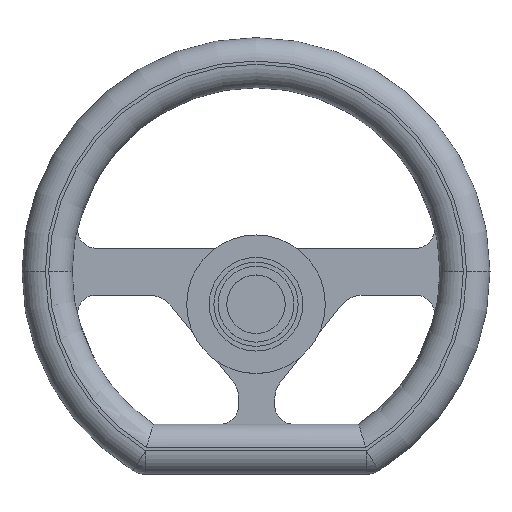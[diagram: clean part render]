
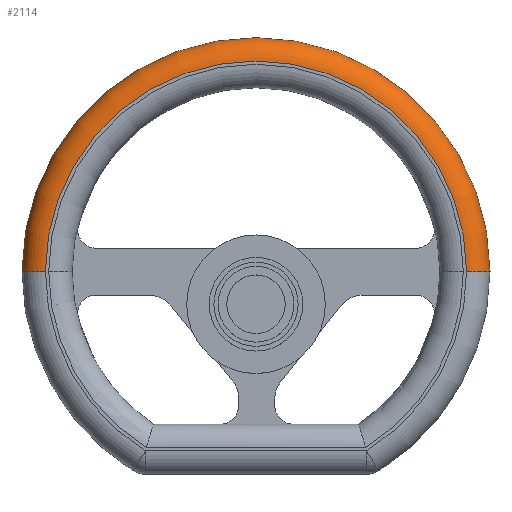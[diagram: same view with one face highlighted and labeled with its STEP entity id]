
A CAD part, top view. The second image highlights one B-rep face of the part: STEP entity #2114.
In plain terms, the highlighted toroidal (fillet/blend) face has major radius 114.3 mm and minor radius 12.7 mm.
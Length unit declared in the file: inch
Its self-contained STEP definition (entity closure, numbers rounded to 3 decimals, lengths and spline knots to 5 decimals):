
#2 = CARTESIAN_POINT ( 'NONE',  ( 0., 0., 0.895 ) ) ;
#31 = CARTESIAN_POINT ( 'NONE',  ( 4.5, 0., 1.395 ) ) ;
#36 = DIRECTION ( 'NONE',  ( -1., 0., 0. ) ) ;
#41 = CARTESIAN_POINT ( 'NONE',  ( 5., 0., 0.895 ) ) ;
#59 = CIRCLE ( 'NONE', #560, 5. ) ;
#178 = VERTEX_POINT ( 'NONE', #809 ) ;
#344 = CARTESIAN_POINT ( 'NONE',  ( -5., 0., 0.895 ) ) ;
#560 = AXIS2_PLACEMENT_3D ( 'NONE', #584, #1675, #1466 ) ;
#584 = CARTESIAN_POINT ( 'NONE',  ( 0., 0., 0.895 ) ) ;
#739 = DIRECTION ( 'NONE',  ( 1., 0., 0. ) ) ;
#809 = CARTESIAN_POINT ( 'NONE',  ( -4.5, 0., 1.395 ) ) ;
#871 = DIRECTION ( 'NONE',  ( 0., -1., 0. ) ) ;
#912 = DIRECTION ( 'NONE',  ( 1., 0., 0. ) ) ;
#1246 = EDGE_CURVE ( 'NONE', #1428, #1551, #2095, .T. ) ;
#1269 = CARTESIAN_POINT ( 'NONE',  ( 0., 0., 1.395 ) ) ;
#1280 = ORIENTED_EDGE ( 'NONE', *, *, #2223, .T. ) ;
#1292 = CIRCLE ( 'NONE', #1324, 4.5 ) ;
#1293 = DIRECTION ( 'NONE',  ( 0., 0., 1. ) ) ;
#1313 = DIRECTION ( 'NONE',  ( 0., 1., 0. ) ) ;
#1324 = AXIS2_PLACEMENT_3D ( 'NONE', #1269, #1293, #739 ) ;
#1347 = EDGE_CURVE ( 'NONE', #1551, #178, #1292, .T. ) ;
#1386 = ORIENTED_EDGE ( 'NONE', *, *, #2166, .F. ) ;
#1421 = CARTESIAN_POINT ( 'NONE',  ( 4.5, 0., 0.895 ) ) ;
#1428 = VERTEX_POINT ( 'NONE', #41 ) ;
#1446 = AXIS2_PLACEMENT_3D ( 'NONE', #1421, #871, #2162 ) ;
#1453 = ORIENTED_EDGE ( 'NONE', *, *, #1246, .F. ) ;
#1466 = DIRECTION ( 'NONE',  ( 1., 0., 0. ) ) ;
#1491 = DIRECTION ( 'NONE',  ( 0., 0., 1. ) ) ;
#1496 = CARTESIAN_POINT ( 'NONE',  ( -4.5, 0., 0.895 ) ) ;
#1551 = VERTEX_POINT ( 'NONE', #31 ) ;
#1653 = FACE_OUTER_BOUND ( 'NONE', #2384, .T. ) ;
#1675 = DIRECTION ( 'NONE',  ( 0., 0., -1. ) ) ;
#1815 = ORIENTED_EDGE ( 'NONE', *, *, #1347, .F. ) ;
#1854 = AXIS2_PLACEMENT_3D ( 'NONE', #1496, #1313, #36 ) ;
#2064 = VERTEX_POINT ( 'NONE', #344 ) ;
#2095 = CIRCLE ( 'NONE', #1446, 0.5 ) ;
#2114 = ADVANCED_FACE ( 'NONE', ( #1653 ), #2330, .T. ) ;
#2162 = DIRECTION ( 'NONE',  ( 0., 0., -1. ) ) ;
#2166 = EDGE_CURVE ( 'NONE', #2064, #1428, #59, .T. ) ;
#2213 = CIRCLE ( 'NONE', #1854, 0.5 ) ;
#2223 = EDGE_CURVE ( 'NONE', #2064, #178, #2213, .T. ) ;
#2327 = AXIS2_PLACEMENT_3D ( 'NONE', #2, #1491, #912 ) ;
#2330 = TOROIDAL_SURFACE ( 'NONE', #2327, 4.5, 0.5 ) ;
#2384 = EDGE_LOOP ( 'NONE', ( #1386, #1280, #1815, #1453 ) ) ;
